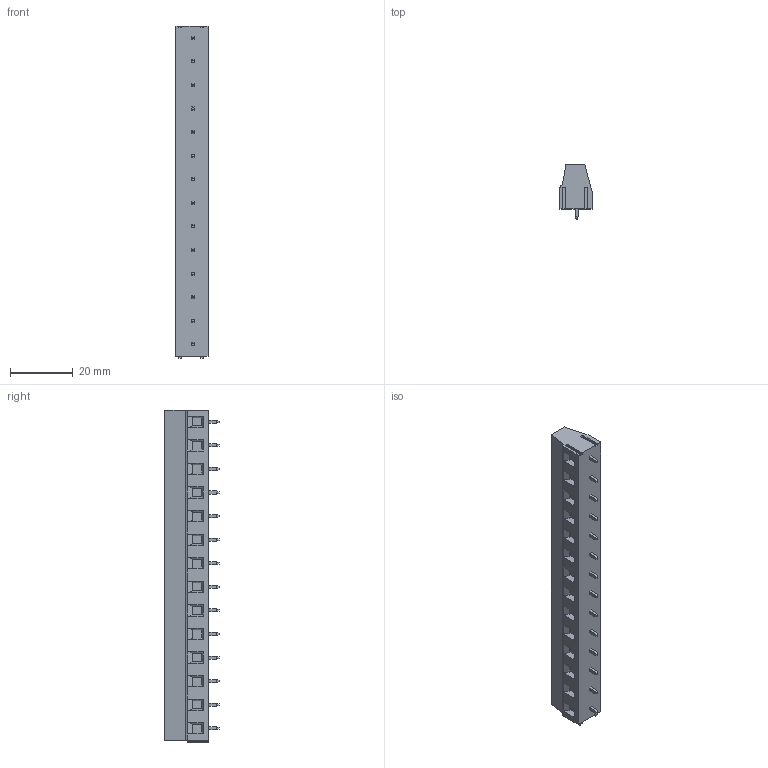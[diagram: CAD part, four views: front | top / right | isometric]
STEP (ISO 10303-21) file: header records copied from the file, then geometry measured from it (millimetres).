
FILE_DESCRIPTION((''),'2;1');
FILE_NAME('PRT0053','2024-12-06T',('yanfa'),(''),'PRO/ENGINEER BY PARAMETRIC TECHNOLOGY CORPORATION, 2009280','PRO/ENGINEER BY PARAMETRIC TECHNOLOGY CORPORATION, 2009280','');
FILE_SCHEMA(('AUTOMOTIVE_DESIGN_CC2 { 1 2 10303 214 -1 1 5 2 }'));
Length unit declared in the file: millimetre
Products named in the file (1): PRT0053
Bounding box: 10.2 x 17.3 x 105.6 mm (x, y, z)
Volume: 12496 mm3; surface area: 5893.4 mm2
Topology: 1 solids, 1 shells, 653 faces, 1673 edges, 1050 vertices
Faces by surface type: plane 444, cylinder 125, cone 56, torus 28
Entity records: 19643 total; most frequent: CARTESIAN_POINT 3656, ORIENTED_EDGE 3346, DIRECTION 3257, EDGE_CURVE 1673, VECTOR 1283, LINE 1283, VERTEX_POINT 1050, AXIS2_PLACEMENT_3D 987
